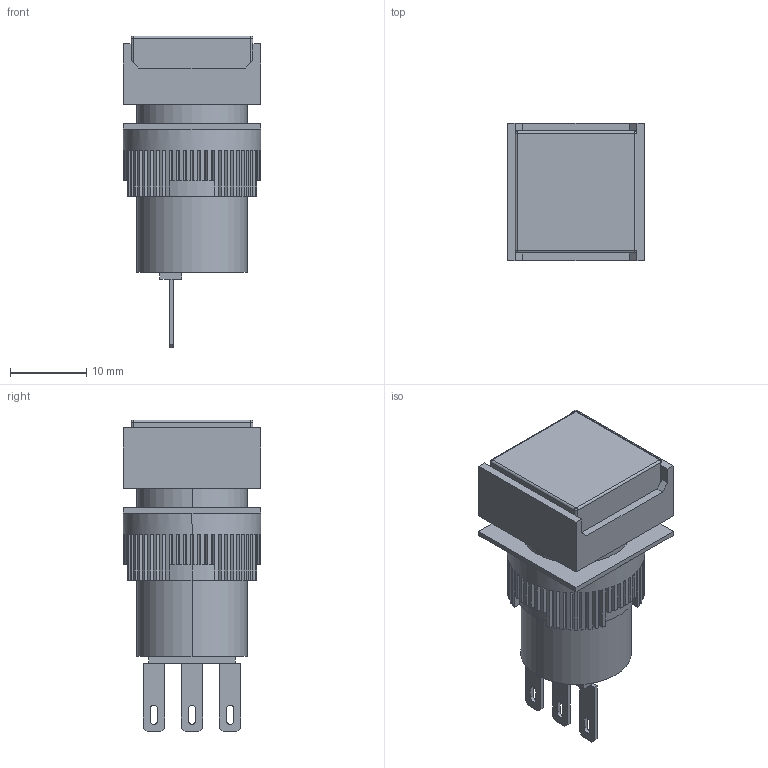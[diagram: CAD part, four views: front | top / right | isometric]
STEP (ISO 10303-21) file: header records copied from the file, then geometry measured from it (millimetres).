
FILE_DESCRIPTION (( 'STEP AP214' ), '1' );
FILE_NAME ('User Library-Kacon_K16-321R-2.STEP', '2012-05-08T07:26:03', ( 'sysAdmin' ), ( 'SolidWorks' ), 'SwSTEP 2.0', 'SolidWorks 2012', '' );
FILE_SCHEMA (( 'AUTOMOTIVE_DESIGN' ));
Length unit declared in the file: millimetre
Products named in the file (1): User Library-Kacon_K16-321R-2
Bounding box: 18 x 18 x 40.91 mm (x, y, z)
Volume: 7264 mm3; surface area: 4285.4 mm2
Topology: 2 solids, 2 shells, 366 faces, 1031 edges, 676 vertices
Faces by surface type: plane 311, cylinder 27, bspline 24, sphere 4
Entity records: 15612 total; most frequent: CARTESIAN_POINT 3310, ORIENTED_EDGE 2054, DIRECTION 1853, EDGE_CURVE 1027, VECTOR 791, LINE 791, VERTEX_POINT 676, AXIS2_PLACEMENT_3D 531
